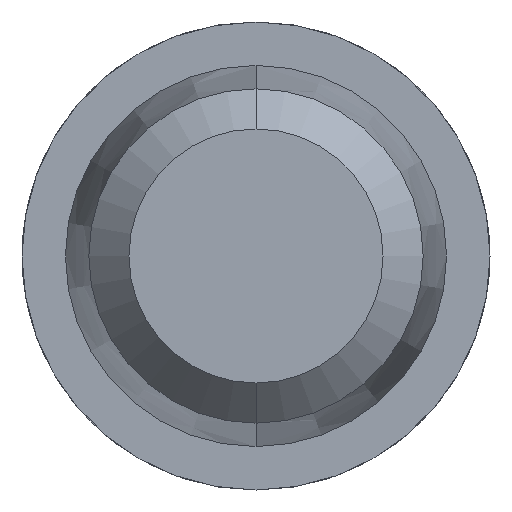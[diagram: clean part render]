
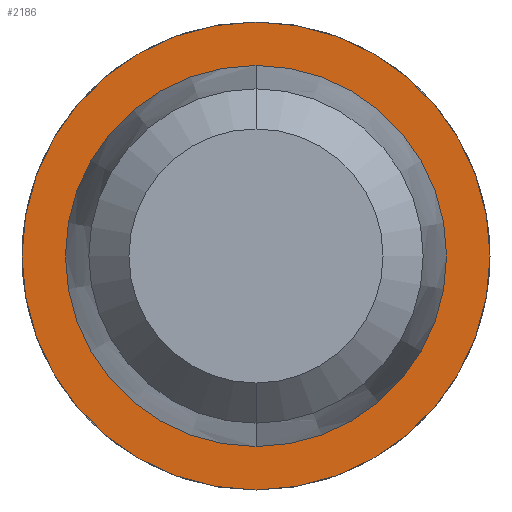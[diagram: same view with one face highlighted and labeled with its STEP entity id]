
A CAD part, front view. The second image highlights one B-rep face of the part: STEP entity #2186.
In plain terms, the highlighted planar face has unit normal (0, -1, 0).
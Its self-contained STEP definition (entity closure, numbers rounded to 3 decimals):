
#124 = EDGE_LOOP ( 'NONE', ( #2263, #3002 ) ) ;
#280 = CARTESIAN_POINT ( 'NONE',  ( 0., 26., 0.57 ) ) ;
#298 = DIRECTION ( 'NONE',  ( 0., 0., -1. ) ) ;
#369 = CARTESIAN_POINT ( 'NONE',  ( 0., 26., 0. ) ) ;
#373 = EDGE_CURVE ( 'Defeature ausgef�hrt2_9+Defeature ausgef�hrt2_10+Defeature ausgef�hrt2_10+Defeature ausgef�hrt2_10', #2150, #4310, #3341, .T. ) ;
#609 = AXIS2_PLACEMENT_3D ( 'NONE', #369, #1071, #3458 ) ;
#669 = AXIS2_PLACEMENT_3D ( 'NONE', #2294, #3995, #4038 ) ;
#703 = DIRECTION ( 'NONE',  ( 0., 0., -1. ) ) ;
#916 = CARTESIAN_POINT ( 'NONE',  ( 0., 26., 0. ) ) ;
#994 = PLANE ( 'NONE',  #1175 ) ;
#998 = DIRECTION ( 'NONE',  ( 0., -1., 0. ) ) ;
#1071 = DIRECTION ( 'NONE',  ( 0., -1., 0. ) ) ;
#1175 = AXIS2_PLACEMENT_3D ( 'NONE', #4385, #3387, #703 ) ;
#1430 = ORIENTED_EDGE ( 'NONE', *, *, #3811, .F. ) ;
#1629 = FACE_OUTER_BOUND ( 'NONE', #124, .T. ) ;
#1651 = VERTEX_POINT ( 'NONE', #4381 ) ;
#1902 = DIRECTION ( 'NONE',  ( 0., 0., -1. ) ) ;
#1979 = AXIS2_PLACEMENT_3D ( 'NONE', #916, #998, #298 ) ;
#2150 = VERTEX_POINT ( 'NONE', #280 ) ;
#2152 = CIRCLE ( 'NONE', #609, 0.7 ) ;
#2186 = ADVANCED_FACE ( 'Defeature ausgef�hrt2_10', ( #1629, #4274 ), #994, .T. ) ;
#2249 = VERTEX_POINT ( 'NONE', #3132 ) ;
#2263 = ORIENTED_EDGE ( 'NONE', *, *, #3917, .T. ) ;
#2294 = CARTESIAN_POINT ( 'NONE',  ( 0., 26., 0. ) ) ;
#2358 = CIRCLE ( 'NONE', #4393, 0.57 ) ;
#2686 = EDGE_LOOP ( 'NONE', ( #3268, #1430 ) ) ;
#2848 = EDGE_CURVE ( 'Defeature ausgef�hrt2_10+Defeature ausgef�hrt2_11+Defeature ausgef�hrt2_11+Defeature ausgef�hrt2_11', #1651, #2249, #2152, .T. ) ;
#2899 = CARTESIAN_POINT ( 'NONE',  ( 0., 26., 0. ) ) ;
#3002 = ORIENTED_EDGE ( 'NONE', *, *, #2848, .T. ) ;
#3132 = CARTESIAN_POINT ( 'NONE',  ( 0., 26., -0.7 ) ) ;
#3268 = ORIENTED_EDGE ( 'NONE', *, *, #373, .F. ) ;
#3341 = CIRCLE ( 'NONE', #1979, 0.57 ) ;
#3387 = DIRECTION ( 'NONE',  ( 0., -1., 0. ) ) ;
#3458 = DIRECTION ( 'NONE',  ( 0., 0., -1. ) ) ;
#3590 = CARTESIAN_POINT ( 'NONE',  ( 0., 26., -0.57 ) ) ;
#3624 = DIRECTION ( 'NONE',  ( 0., -1., 0. ) ) ;
#3811 = EDGE_CURVE ( 'Defeature ausgef�hrt2_9+Defeature ausgef�hrt2_10+Defeature ausgef�hrt2_10+Defeature ausgef�hrt2_10', #4310, #2150, #2358, .T. ) ;
#3917 = EDGE_CURVE ( 'Defeature ausgef�hrt2_10+Defeature ausgef�hrt2_11+Defeature ausgef�hrt2_11+Defeature ausgef�hrt2_11', #2249, #1651, #4271, .T. ) ;
#3995 = DIRECTION ( 'NONE',  ( 0., -1., 0. ) ) ;
#4038 = DIRECTION ( 'NONE',  ( 0., 0., -1. ) ) ;
#4271 = CIRCLE ( 'NONE', #669, 0.7 ) ;
#4274 = FACE_BOUND ( 'NONE', #2686, .T. ) ;
#4310 = VERTEX_POINT ( 'NONE', #3590 ) ;
#4381 = CARTESIAN_POINT ( 'NONE',  ( 0., 26., 0.7 ) ) ;
#4385 = CARTESIAN_POINT ( 'NONE',  ( 0.57, 26., 0. ) ) ;
#4393 = AXIS2_PLACEMENT_3D ( 'NONE', #2899, #3624, #1902 ) ;
